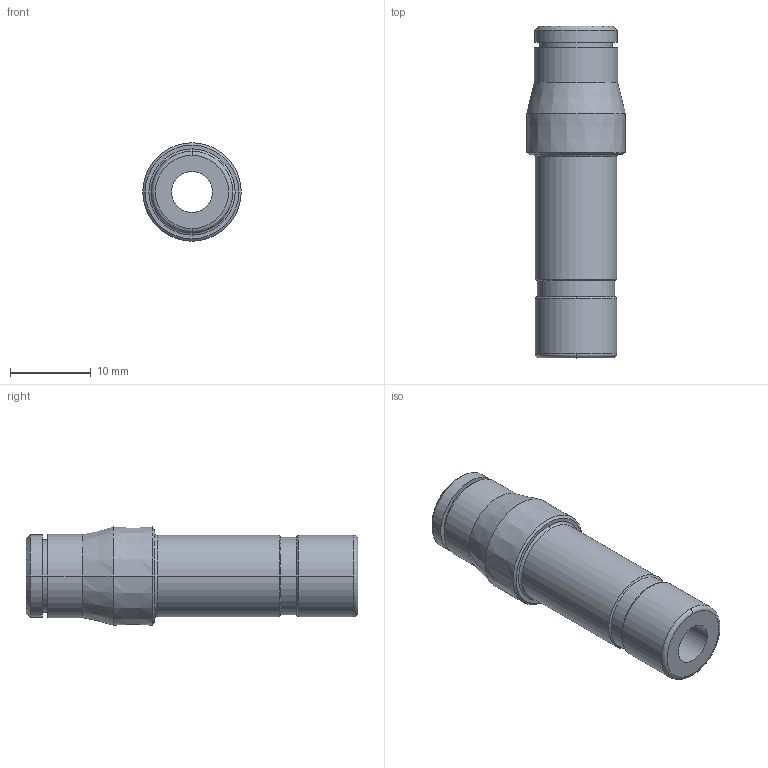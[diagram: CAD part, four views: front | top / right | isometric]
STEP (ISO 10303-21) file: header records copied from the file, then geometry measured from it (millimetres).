
FILE_DESCRIPTION(('STEP AP214'),'1');
FILE_NAME('3866_06_10.stp','2016-07-07T14:27:40',('TraceParts'),('TraceParts S.A.'),'Spatial InterOp 3D',' ',' ');
FILE_SCHEMA(('automotive_design'));
Length unit declared in the file: millimetre
Products named in the file (1): 1
Bounding box: 12.16 x 41 x 12.16 mm (x, y, z)
Volume: 2493 mm3; surface area: 2236.8 mm2
Topology: 1 solids, 1 shells, 42 faces, 93 edges, 57 vertices
Faces by surface type: cylinder 16, cone 14, torus 6, plane 6
Entity records: 1199 total; most frequent: DIRECTION 242, CARTESIAN_POINT 193, ORIENTED_EDGE 186, AXIS2_PLACEMENT_3D 106, EDGE_CURVE 93, CIRCLE 63, VERTEX_POINT 57, EDGE_LOOP 48
